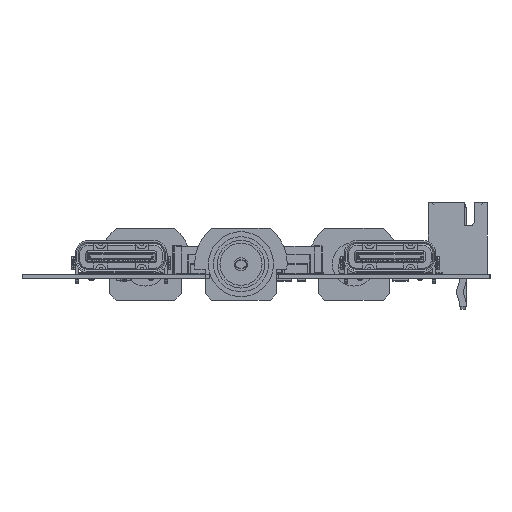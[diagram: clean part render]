
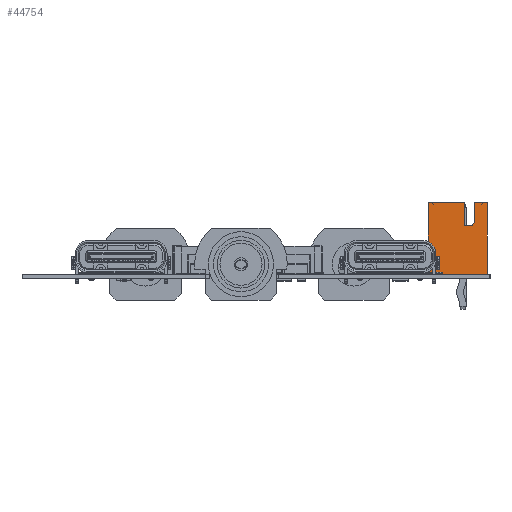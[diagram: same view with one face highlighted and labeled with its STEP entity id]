
A CAD part, left-side view. The second image highlights one B-rep face of the part: STEP entity #44754.
In plain terms, the highlighted planar face has unit normal (-1, 0, 0).
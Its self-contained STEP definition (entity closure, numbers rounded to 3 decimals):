
#43093 = VERTEX_POINT('',#43094);
#43094 = CARTESIAN_POINT('',(-8.7,7.,2.875));
#43100 = EDGE_CURVE('',#43093,#43101,#43103,.T.);
#43101 = VERTEX_POINT('',#43102);
#43102 = CARTESIAN_POINT('',(-8.7,0.,2.875));
#43103 = LINE('',#43104,#43105);
#43104 = CARTESIAN_POINT('',(-8.7,7.,2.875));
#43105 = VECTOR('',#43106,1.);
#43106 = DIRECTION('',(-0.,-1.,-0.));
#43605 = VERTEX_POINT('',#43606);
#43606 = CARTESIAN_POINT('',(-8.7,7.,-2.875));
#43612 = EDGE_CURVE('',#43605,#43613,#43615,.T.);
#43613 = VERTEX_POINT('',#43614);
#43614 = CARTESIAN_POINT('',(-8.7,7.,0.65));
#43615 = LINE('',#43616,#43617);
#43616 = CARTESIAN_POINT('',(-8.7,7.,0.));
#43617 = VECTOR('',#43618,1.);
#43618 = DIRECTION('',(0.,0.,1.));
#43883 = EDGE_CURVE('',#43884,#43101,#43886,.T.);
#43884 = VERTEX_POINT('',#43885);
#43885 = CARTESIAN_POINT('',(-8.7,0.,-2.875));
#43886 = LINE('',#43887,#43888);
#43887 = CARTESIAN_POINT('',(-8.7,0.,0.));
#43888 = VECTOR('',#43889,1.);
#43889 = DIRECTION('',(0.,0.,1.));
#44628 = EDGE_CURVE('',#43605,#43884,#44629,.T.);
#44629 = LINE('',#44630,#44631);
#44630 = CARTESIAN_POINT('',(-8.7,7.,-2.875));
#44631 = VECTOR('',#44632,1.);
#44632 = DIRECTION('',(-0.,-1.,-0.));
#44754 = ADVANCED_FACE('',(#44755),#44800,.F.);
#44755 = FACE_BOUND('',#44756,.T.);
#44756 = EDGE_LOOP('',(#44757,#44767,#44773,#44774,#44775,#44776,#44777,
    #44785,#44793));
#44757 = ORIENTED_EDGE('',*,*,#44758,.T.);
#44758 = EDGE_CURVE('',#44759,#44761,#44763,.T.);
#44759 = VERTEX_POINT('',#44760);
#44760 = CARTESIAN_POINT('',(-8.7,4.75,1.15));
#44761 = VERTEX_POINT('',#44762);
#44762 = CARTESIAN_POINT('',(-8.7,4.75,0.65));
#44763 = LINE('',#44764,#44765);
#44764 = CARTESIAN_POINT('',(-8.7,4.75,0.));
#44765 = VECTOR('',#44766,1.);
#44766 = DIRECTION('',(0.,0.,-1.));
#44767 = ORIENTED_EDGE('',*,*,#44768,.T.);
#44768 = EDGE_CURVE('',#44761,#43613,#44769,.T.);
#44769 = LINE('',#44770,#44771);
#44770 = CARTESIAN_POINT('',(-8.7,7.,0.65));
#44771 = VECTOR('',#44772,1.);
#44772 = DIRECTION('',(0.,1.,0.));
#44773 = ORIENTED_EDGE('',*,*,#43612,.F.);
#44774 = ORIENTED_EDGE('',*,*,#44628,.T.);
#44775 = ORIENTED_EDGE('',*,*,#43883,.T.);
#44776 = ORIENTED_EDGE('',*,*,#43100,.F.);
#44777 = ORIENTED_EDGE('',*,*,#44778,.F.);
#44778 = EDGE_CURVE('',#44779,#43093,#44781,.T.);
#44779 = VERTEX_POINT('',#44780);
#44780 = CARTESIAN_POINT('',(-8.7,7.,1.65));
#44781 = LINE('',#44782,#44783);
#44782 = CARTESIAN_POINT('',(-8.7,7.,0.));
#44783 = VECTOR('',#44784,1.);
#44784 = DIRECTION('',(0.,0.,1.));
#44785 = ORIENTED_EDGE('',*,*,#44786,.T.);
#44786 = EDGE_CURVE('',#44779,#44787,#44789,.T.);
#44787 = VERTEX_POINT('',#44788);
#44788 = CARTESIAN_POINT('',(-8.7,5.25,1.65));
#44789 = LINE('',#44790,#44791);
#44790 = CARTESIAN_POINT('',(-8.7,7.,1.65));
#44791 = VECTOR('',#44792,1.);
#44792 = DIRECTION('',(0.,-1.,0.));
#44793 = ORIENTED_EDGE('',*,*,#44794,.F.);
#44794 = EDGE_CURVE('',#44759,#44787,#44795,.T.);
#44795 = CIRCLE('',#44796,0.5);
#44796 = AXIS2_PLACEMENT_3D('',#44797,#44798,#44799);
#44797 = CARTESIAN_POINT('',(-8.7,5.25,1.15));
#44798 = DIRECTION('',(-1.,0.,-0.));
#44799 = DIRECTION('',(-0.,0.,1.));
#44800 = PLANE('',#44801);
#44801 = AXIS2_PLACEMENT_3D('',#44802,#44803,#44804);
#44802 = CARTESIAN_POINT('',(-8.7,7.,0.));
#44803 = DIRECTION('',(1.,0.,0.));
#44804 = DIRECTION('',(0.,0.,-1.));
